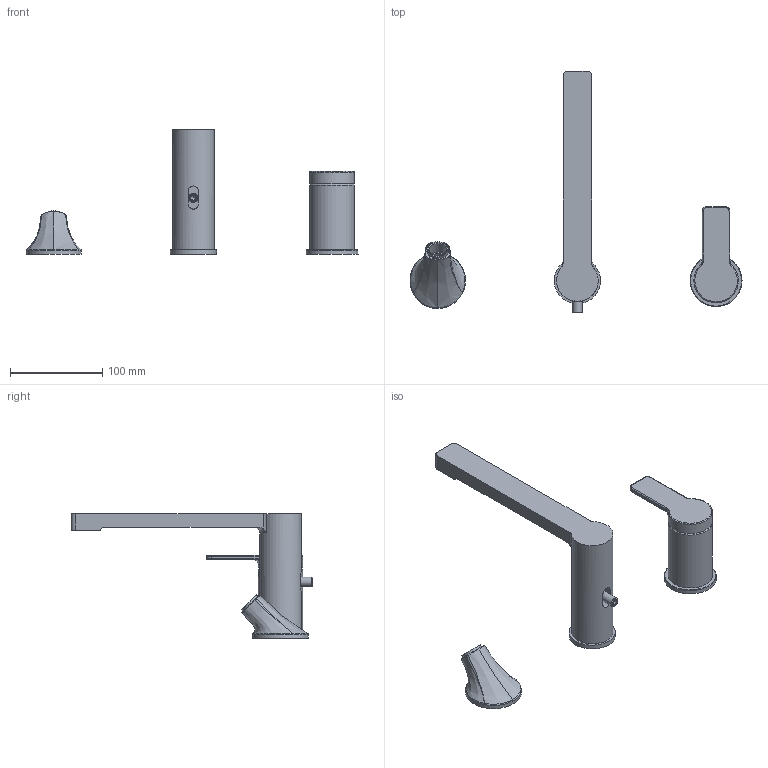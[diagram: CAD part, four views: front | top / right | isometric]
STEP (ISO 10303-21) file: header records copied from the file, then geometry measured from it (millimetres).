
FILE_DESCRIPTION(/* description */ (''),/* implementation_level */ '2;1');
FILE_NAME(/* name */ '3D_TVT103001000_Architectura_V01.step',/* time_stamp */ '2023-01-12T12:05:35+01:00',/* author */ (''),/* organization */ (''),/* preprocessor_version */ 'ST-DEVELOPER v19.2',/* originating_system */ 'Autodesk Translation Framework v11.17.0.187',/* authorisation */ '');
FILE_SCHEMA (('AUTOMOTIVE_DESIGN { 1 0 10303 214 3 1 1 }'));
Length unit declared in the file: millimetre
Products named in the file (15): (Nicht gespeichert); 28496ZTBF-2_ASM; 8DZ16251; 50D2B320-01; 80M24123NP0; Z2_ASM; 8DZ25494; PP; 80P35WHC2; JQ_ASM; 80D99JQ2; H48225_ASM; H48225-2; Komponente13; Komponente14
Assembly tree (14 placements, depth 3):
  (Nicht gespeichert)
    28496ZTBF-2_ASM
      8DZ16251
      50D2B320-01
      80M24123NP0
    Z2_ASM
      8DZ25494
      PP
      80P35WHC2
    JQ_ASM
      80D99JQ2
    H48225_ASM
      H48225-2
    Komponente13
    Komponente14
Bounding box: 359 x 261.5 x 135 mm (x, y, z)
Volume: 474128.7 mm3; surface area: 98369.2 mm2
Topology: 7 solids, 11 shells, 171 faces, 387 edges, 246 vertices
Faces by surface type: plane 66, cylinder 48, torus 23, bspline 21, cone 12, sphere 1
Full cylindrical faces by diameter (mm): 4.2 x1, 5.1 x1, 5.5 x1, 10 x1, 16 x1, 18.2 x1, 19 x2, 21 x1, 23 x1, 25 x1, 38.5 x1, 41.7 x1, 45 x1, 48 x2, 50 x1, 56 x1, 60 x1
Entity records: 11532 total; most frequent: CARTESIAN_POINT 7307, DIRECTION 878, ORIENTED_EDGE 754, EDGE_CURVE 385, AXIS2_PLACEMENT_3D 362, VERTEX_POINT 246, EDGE_LOOP 190, CIRCLE 176
